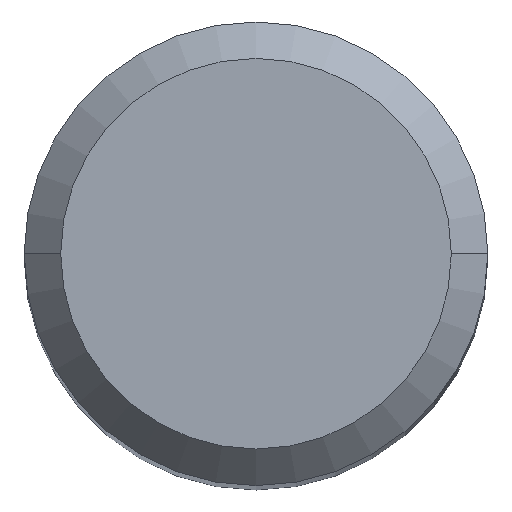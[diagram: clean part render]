
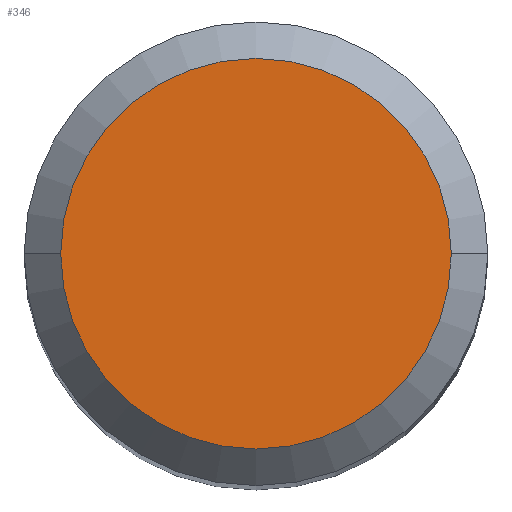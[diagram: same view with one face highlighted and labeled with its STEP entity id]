
A CAD part, top view. The second image highlights one B-rep face of the part: STEP entity #346.
In plain terms, the highlighted planar face has unit normal (0, 0, 1).
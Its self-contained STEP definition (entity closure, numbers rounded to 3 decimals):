
#126=PLANE('',#1607);
#346=ADVANCED_FACE('',(#425),#126,.T.);
#425=FACE_OUTER_BOUND('',#507,.T.);
#507=EDGE_LOOP('',(#900,#901,#902));
#583=CIRCLE('',#1599,5.35);
#584=CIRCLE('',#1601,5.35);
#585=CIRCLE('',#1602,5.35);
#900=ORIENTED_EDGE('',*,*,#1334,.F.);
#901=ORIENTED_EDGE('',*,*,#1337,.F.);
#902=ORIENTED_EDGE('',*,*,#1336,.F.);
#1150=VERTEX_POINT('',#2852);
#1151=VERTEX_POINT('',#2854);
#1152=VERTEX_POINT('',#2858);
#1334=EDGE_CURVE('',#1150,#1151,#583,.T.);
#1336=EDGE_CURVE('',#1151,#1152,#584,.T.);
#1337=EDGE_CURVE('',#1152,#1150,#585,.T.);
#1599=AXIS2_PLACEMENT_3D('',#2853,#1943,#1944);
#1601=AXIS2_PLACEMENT_3D('',#2857,#1948,#1949);
#1602=AXIS2_PLACEMENT_3D('',#2859,#1950,#1951);
#1607=AXIS2_PLACEMENT_3D('',#2865,#1960,#1961);
#1943=DIRECTION('',(0.,0.,-1.));
#1944=DIRECTION('',(-1.,0.,0.));
#1948=DIRECTION('',(0.,0.,-1.));
#1949=DIRECTION('',(1.,0.,0.));
#1950=DIRECTION('',(0.,0.,-1.));
#1951=DIRECTION('',(0.,-1.,0.));
#1960=DIRECTION('',(0.,0.,1.));
#1961=DIRECTION('',(-1.,0.,0.));
#2852=CARTESIAN_POINT('',(-5.35,0.,0.));
#2853=CARTESIAN_POINT('',(0.,0.,0.));
#2854=CARTESIAN_POINT('',(5.35,0.,0.));
#2857=CARTESIAN_POINT('',(0.,0.,0.));
#2858=CARTESIAN_POINT('',(0.,-5.35,0.));
#2859=CARTESIAN_POINT('',(0.,0.,0.));
#2865=CARTESIAN_POINT('',(0.,0.,0.));
